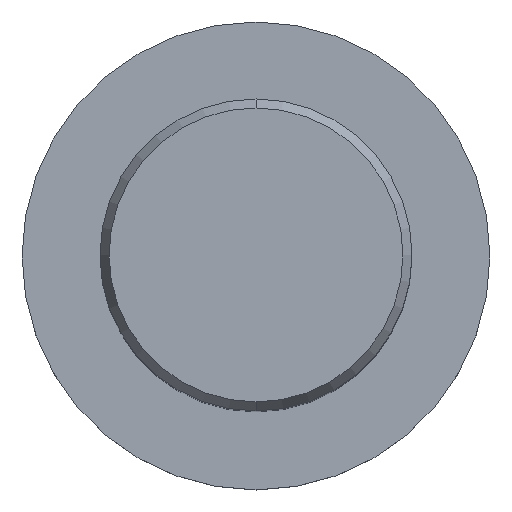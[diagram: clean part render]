
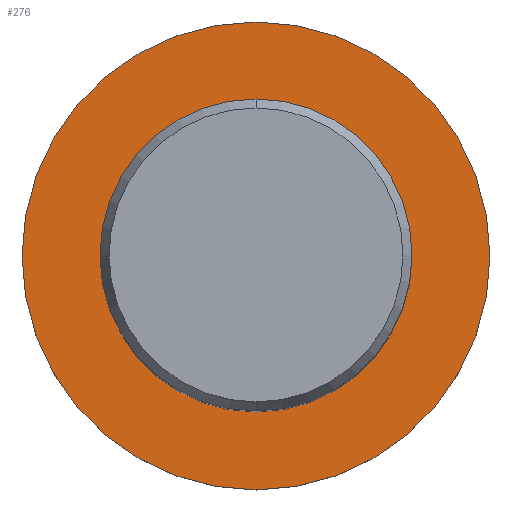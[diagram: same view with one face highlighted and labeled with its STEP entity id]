
A CAD part, top view. The second image highlights one B-rep face of the part: STEP entity #276.
In plain terms, the highlighted planar face has unit normal (0, 0, 1).
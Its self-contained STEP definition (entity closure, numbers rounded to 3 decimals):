
#210=EDGE_CURVE('',#430,#246,#543,.T.);
#246=VERTEX_POINT('',#585);
#276=ADVANCED_FACE('',(#618,#619),#620,.T.);
#278=EDGE_CURVE('',#466,#294,#622,.T.);
#280=EDGE_CURVE('',#294,#466,#624,.T.);
#294=VERTEX_POINT('',#638);
#430=VERTEX_POINT('',#787);
#466=VERTEX_POINT('',#829);
#494=EDGE_CURVE('',#246,#430,#858,.T.);
#543=CIRCLE('',#947,16.0);
#585=CARTESIAN_POINT('',(0.,-16.0,-60.0));
#618=FACE_BOUND('',#1085,.T.);
#619=FACE_OUTER_BOUND('',#1086,.T.);
#620=PLANE('',#1087);
#622=CIRCLE('',#1090,24.0);
#624=CIRCLE('',#1093,24.0);
#638=CARTESIAN_POINT('',(0.0,24.0,-60.0));
#787=CARTESIAN_POINT('',(0.0,16.0,-60.0));
#829=CARTESIAN_POINT('',(0.,-24.0,-60.0));
#858=CIRCLE('',#1564,16.0);
#947=AXIS2_PLACEMENT_3D('',#1608,#1609,#1610);
#1085=EDGE_LOOP('',(#1727,#1728));
#1086=EDGE_LOOP('',(#1729,#1730));
#1087=AXIS2_PLACEMENT_3D('',#1731,#1732,#1733);
#1090=AXIS2_PLACEMENT_3D('',#1734,#1735,#1736);
#1093=AXIS2_PLACEMENT_3D('',#1737,#1738,#1739);
#1564=AXIS2_PLACEMENT_3D('',#1994,#1995,#1996);
#1608=CARTESIAN_POINT('',(0.0,0.0,-60.0));
#1609=DIRECTION('',(-0.0,0.0,-1.0));
#1610=DIRECTION('',(0.0,1.0,0.0));
#1727=ORIENTED_EDGE('',*,*,#210,.T.);
#1728=ORIENTED_EDGE('',*,*,#494,.T.);
#1729=ORIENTED_EDGE('',*,*,#280,.F.);
#1730=ORIENTED_EDGE('',*,*,#278,.F.);
#1731=CARTESIAN_POINT('',(0.0,12.0,-60.0));
#1732=DIRECTION('',(-0.0,0.0,1.0));
#1733=DIRECTION('',(0.0,-1.0,0.0));
#1734=CARTESIAN_POINT('',(0.0,0.0,-60.0));
#1735=DIRECTION('',(0.0,0.0,-1.0));
#1736=DIRECTION('',(0.0,1.0,0.0));
#1737=CARTESIAN_POINT('',(0.0,0.0,-60.0));
#1738=DIRECTION('',(0.0,0.0,-1.0));
#1739=DIRECTION('',(0.0,1.0,0.0));
#1994=CARTESIAN_POINT('',(0.0,0.0,-60.0));
#1995=DIRECTION('',(-0.0,0.0,-1.0));
#1996=DIRECTION('',(0.0,1.0,0.0));
